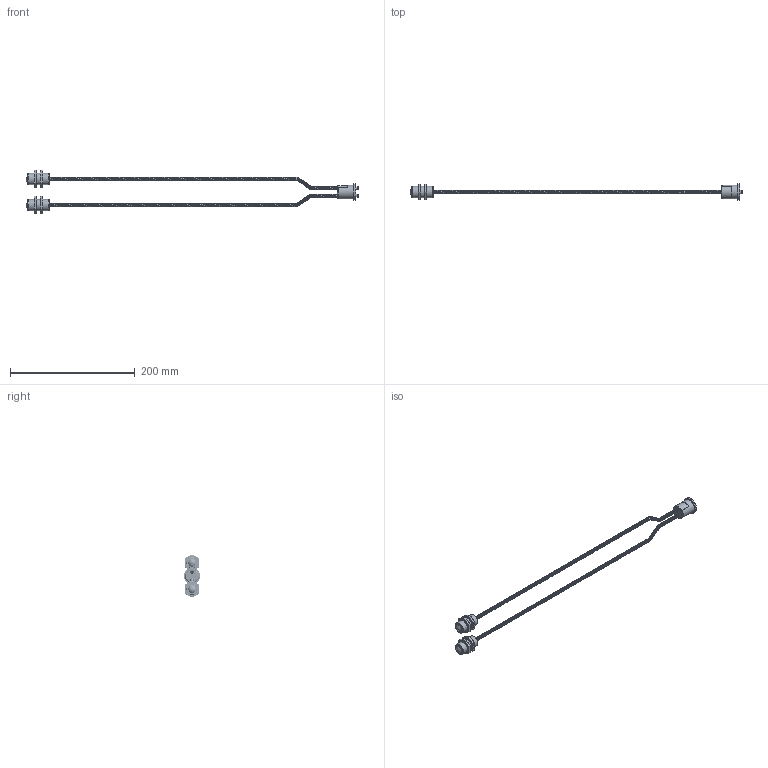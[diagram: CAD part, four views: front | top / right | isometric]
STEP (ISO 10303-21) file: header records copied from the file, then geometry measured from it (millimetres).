
FILE_DESCRIPTION( ( 'Unknown' ), '1' );
FILE_NAME( 'fl200x.stp', 'Unknown', ( 'Unknown' ), ( '' ), 'PSStep 17.0.49', 'Unknown', ' ' );
FILE_SCHEMA( ( 'AUTOMOTIVE_DESIGN { 1 0 10303 214 1 1 1 1 }' ) );
Length unit declared in the file: millimetre
Products named in the file (2): 1011977_SCHLAUCH_MS__4-9_SLK2320
Bounding box: 531.85 x 26.3 x 69.71 mm (x, y, z)
Volume: 46362.3 mm3; surface area: 28012.9 mm2
Topology: 2 solids, 2 shells, 415 faces, 1193 edges, 795 vertices
Faces by surface type: cylinder 316, plane 56, bspline 22, cone 16, torus 3, sphere 2
Full cylindrical faces by diameter (mm): 0.75 x2, 4.9 x291, 5 x2, 12 x2, 18 x6, 19.9 x1, 20.1 x1, 20.15 x1, 21.9 x1, 26.3 x1
Entity records: 86136 total; most frequent: CARTESIAN_POINT 82645, ORIENTED_EDGE 508, DIRECTION 404, EDGE_CURVE 254, EDGE_LOOP 186, VERTEX_POINT 186, AXIS2_PLACEMENT_3D 171, FACE_OUTER_BOUND 149
